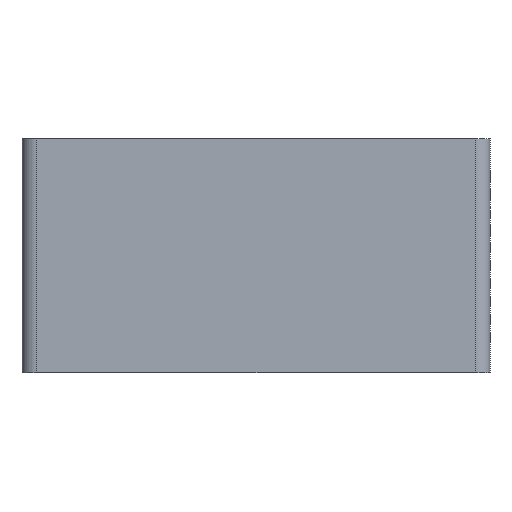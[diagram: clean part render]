
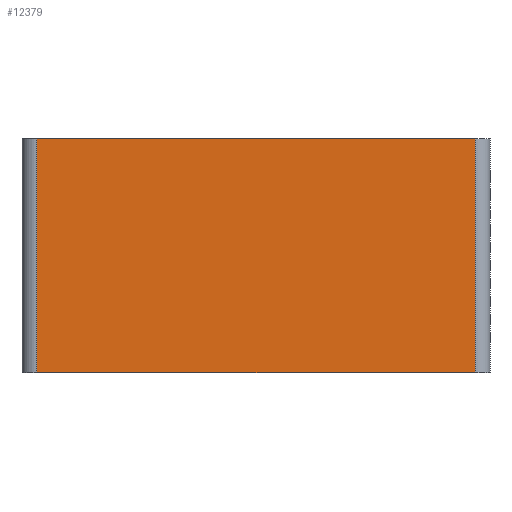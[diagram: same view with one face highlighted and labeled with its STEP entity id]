
A CAD part, left-side view. The second image highlights one B-rep face of the part: STEP entity #12379.
In plain terms, the highlighted planar face has unit normal (-1, 0, 0).
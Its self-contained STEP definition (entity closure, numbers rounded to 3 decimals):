
#258=PLANE('',#13030);
#887=FACE_OUTER_BOUND('',#1517,.T.);
#1517=EDGE_LOOP('',(#8889,#8890,#8891,#8892));
#2382=LINE('',#16698,#4138);
#2386=LINE('',#16707,#4142);
#2413=LINE('',#16769,#4169);
#2415=LINE('',#16774,#4171);
#4138=VECTOR('',#13664,10.);
#4142=VECTOR('',#13672,10.);
#4169=VECTOR('',#13713,10.);
#4171=VECTOR('',#13719,10.);
#5901=VERTEX_POINT('',#16691);
#5904=VERTEX_POINT('',#16696);
#5907=VERTEX_POINT('',#16706);
#5935=VERTEX_POINT('',#16768);
#7080=EDGE_CURVE('',#5904,#5901,#2382,.T.);
#7084=EDGE_CURVE('',#5901,#5907,#2386,.T.);
#7115=EDGE_CURVE('',#5907,#5935,#2413,.T.);
#7118=EDGE_CURVE('',#5935,#5904,#2415,.T.);
#8889=ORIENTED_EDGE('',*,*,#7080,.F.);
#8890=ORIENTED_EDGE('',*,*,#7118,.F.);
#8891=ORIENTED_EDGE('',*,*,#7115,.F.);
#8892=ORIENTED_EDGE('',*,*,#7084,.F.);
#12379=ADVANCED_FACE('',(#887),#258,.T.);
#13030=AXIS2_PLACEMENT_3D('',#16773,#13717,#13718);
#13664=DIRECTION('',(0.,0.,1.));
#13672=DIRECTION('',(0.,-1.,0.));
#13713=DIRECTION('',(0.,0.,-1.));
#13717=DIRECTION('center_axis',(-1.,0.,0.));
#13718=DIRECTION('ref_axis',(0.,-1.,0.));
#13719=DIRECTION('',(0.,1.,0.));
#16691=CARTESIAN_POINT('',(-80.,75.,160.));
#16696=CARTESIAN_POINT('',(-80.,75.,80.));
#16698=CARTESIAN_POINT('',(-80.,75.,80.));
#16706=CARTESIAN_POINT('',(-80.,-75.,160.));
#16707=CARTESIAN_POINT('',(-80.,-80.,160.));
#16768=CARTESIAN_POINT('',(-80.,-75.,80.));
#16769=CARTESIAN_POINT('',(-80.,-75.,80.));
#16773=CARTESIAN_POINT('Origin',(-80.,80.,80.));
#16774=CARTESIAN_POINT('',(-80.,-80.,80.));
